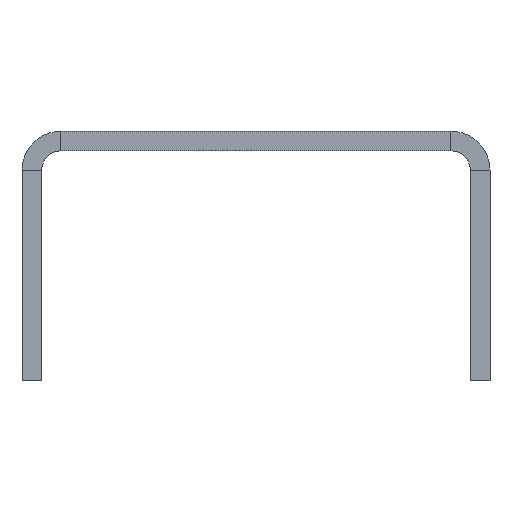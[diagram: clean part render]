
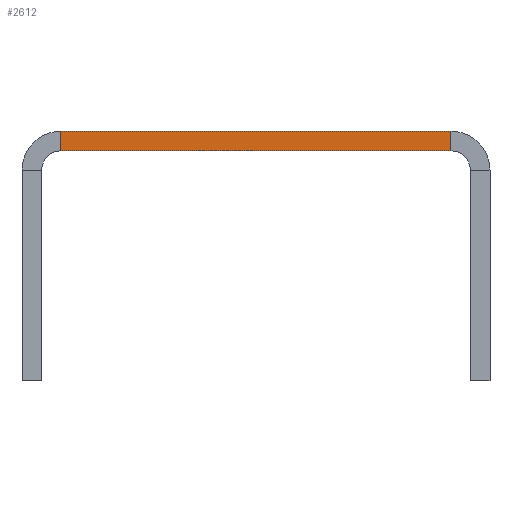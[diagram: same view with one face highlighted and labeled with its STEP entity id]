
A CAD part, front view. The second image highlights one B-rep face of the part: STEP entity #2612.
In plain terms, the highlighted planar face has unit normal (0, -1, 0).
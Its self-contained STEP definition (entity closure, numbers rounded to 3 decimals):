
#2612=ADVANCED_FACE('',(#6213),#6215,.F.);
#6213=FACE_BOUND('',#6214,.T.);
#6214=EDGE_LOOP('',(#9079,#9080,#9081,#9082));
#6215=PLANE('',#6216);
#6216=AXIS2_PLACEMENT_3D('',#6217,#6218,#6219);
#6217=CARTESIAN_POINT('',(0.,-2000.,0.));
#6218=DIRECTION('',(0.,1.,0.));
#6219=DIRECTION('',(-1.,0.,0.));
#9079=ORIENTED_EDGE('',*,*,#10579,.F.);
#9080=ORIENTED_EDGE('',*,*,#10444,.F.);
#9081=ORIENTED_EDGE('',*,*,#10443,.F.);
#9082=ORIENTED_EDGE('',*,*,#10581,.F.);
#10443=EDGE_CURVE('',#12222,#12193,#12227,.T.);
#10444=EDGE_CURVE('',#12193,#12208,#12228,.T.);
#10579=EDGE_CURVE('',#12208,#12217,#12495,.T.);
#10581=EDGE_CURVE('',#12217,#12222,#12497,.T.);
#12193=VERTEX_POINT('',#16109);
#12208=VERTEX_POINT('',#16152);
#12217=VERTEX_POINT('',#16177);
#12222=VERTEX_POINT('',#16190);
#12227=LINE('',#16203,#16204);
#12228=LINE('',#16206,#16207);
#12495=LINE('',#16809,#16810);
#12497=LINE('',#16815,#16816);
#16109=CARTESIAN_POINT('',(-5.,-2000.,29.5));
#16152=CARTESIAN_POINT('',(-55.,-2000.,29.5));
#16177=CARTESIAN_POINT('',(-55.,-2000.,32.));
#16190=CARTESIAN_POINT('',(-5.,-2000.,32.));
#16203=CARTESIAN_POINT('',(-5.,-2000.,32.));
#16204=VECTOR('',#16205,1.);
#16205=DIRECTION('',(0.,0.,-1.));
#16206=CARTESIAN_POINT('',(-5.,-2000.,29.5));
#16207=VECTOR('',#16208,1.);
#16208=DIRECTION('',(-1.,0.,0.));
#16809=CARTESIAN_POINT('',(-55.,-2000.,29.5));
#16810=VECTOR('',#16811,1.);
#16811=DIRECTION('',(0.,0.,1.));
#16815=CARTESIAN_POINT('',(-55.,-2000.,32.));
#16816=VECTOR('',#16817,1.);
#16817=DIRECTION('',(1.,0.,0.));
